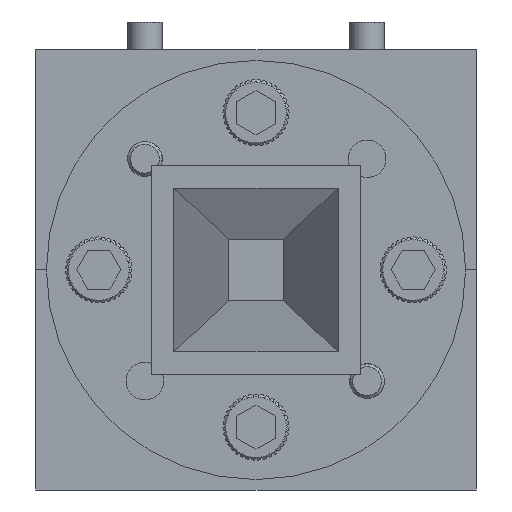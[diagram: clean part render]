
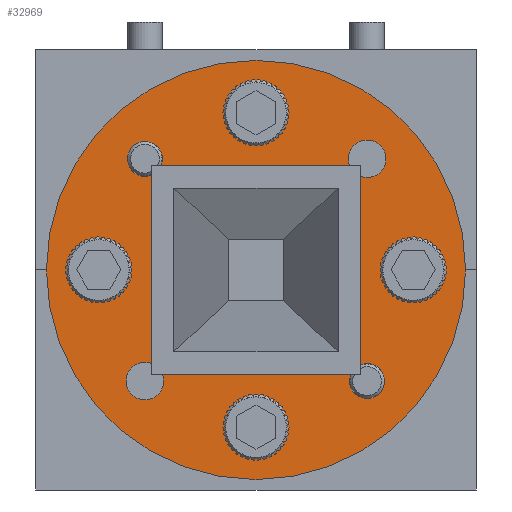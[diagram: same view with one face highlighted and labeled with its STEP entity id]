
A CAD part, left-side view. The second image highlights one B-rep face of the part: STEP entity #32969.
In plain terms, the highlighted planar face has unit normal (-1, 0, 0).
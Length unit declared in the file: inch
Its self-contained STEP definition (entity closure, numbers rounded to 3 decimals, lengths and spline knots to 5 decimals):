
#51 = DIRECTION ( 'NONE',  ( 0., 0., 1. ) ) ;
#61 = EDGE_LOOP ( 'NONE', ( #33034 ) ) ;
#268 = AXIS2_PLACEMENT_3D ( 'NONE', #10818, #28398, #3000 ) ;
#299 = CARTESIAN_POINT ( 'NONE',  ( 1.23, -0.09, -0.096 ) ) ;
#567 = CARTESIAN_POINT ( 'NONE',  ( 1.23, 0.09, 0.096 ) ) ;
#812 = EDGE_CURVE ( 'NONE', #9112, #10541, #5382, .T. ) ;
#837 = DIRECTION ( 'NONE',  ( -1., 0., 0. ) ) ;
#1095 = CARTESIAN_POINT ( 'NONE',  ( 1.23, 0., 0.28125 ) ) ;
#1821 = CARTESIAN_POINT ( 'NONE',  ( 1.23, 0.28125, 0.056 ) ) ;
#1916 = CARTESIAN_POINT ( 'NONE',  ( 1.23, -0.19887, -0.19887 ) ) ;
#2157 = VERTEX_POINT ( 'NONE', #9969 ) ;
#2975 = DIRECTION ( 'NONE',  ( 0., 0., 1. ) ) ;
#3000 = DIRECTION ( 'NONE',  ( 0., -1., 0. ) ) ;
#3050 = EDGE_LOOP ( 'NONE', ( #12422 ) ) ;
#3641 = CARTESIAN_POINT ( 'NONE',  ( 1.23, 0., -0.22525 ) ) ;
#3968 = DIRECTION ( 'NONE',  ( 0., 0., 1. ) ) ;
#4147 = CARTESIAN_POINT ( 'NONE',  ( 1.23, 0.19887, -0.19887 ) ) ;
#4197 = VERTEX_POINT ( 'NONE', #32631 ) ;
#4309 = DIRECTION ( 'NONE',  ( 0., 0., 1. ) ) ;
#4371 = VERTEX_POINT ( 'NONE', #14716 ) ;
#4768 = ORIENTED_EDGE ( 'NONE', *, *, #23060, .F. ) ;
#4827 = VERTEX_POINT ( 'NONE', #17010 ) ;
#4886 = LINE ( 'NONE', #15227, #14279 ) ;
#5040 = FACE_BOUND ( 'NONE', #3050, .T. ) ;
#5041 = EDGE_LOOP ( 'NONE', ( #5932 ) ) ;
#5063 = EDGE_CURVE ( 'NONE', #16767, #16767, #16477, .T. ) ;
#5382 = LINE ( 'NONE', #299, #27401 ) ;
#5554 = FACE_BOUND ( 'NONE', #10499, .T. ) ;
#5557 = CIRCLE ( 'NONE', #12056, 0.056 ) ;
#5618 = DIRECTION ( 'NONE',  ( 0., 1., 0. ) ) ;
#5932 = ORIENTED_EDGE ( 'NONE', *, *, #15485, .F. ) ;
#6094 = CARTESIAN_POINT ( 'NONE',  ( 1.23, -0.19887, 0.23237 ) ) ;
#6135 = EDGE_LOOP ( 'NONE', ( #21177 ) ) ;
#6424 = EDGE_CURVE ( 'NONE', #4827, #18235, #32688, .T. ) ;
#7110 = EDGE_LOOP ( 'NONE', ( #28636 ) ) ;
#7246 = EDGE_LOOP ( 'NONE', ( #26037 ) ) ;
#7699 = EDGE_LOOP ( 'NONE', ( #15237, #15143, #21110, #29301 ) ) ;
#8845 = EDGE_CURVE ( 'NONE', #31979, #31979, #19070, .T. ) ;
#9112 = VERTEX_POINT ( 'NONE', #15610 ) ;
#9560 = CARTESIAN_POINT ( 'NONE',  ( 1.23, -0.19887, 0.19887 ) ) ;
#9638 = CARTESIAN_POINT ( 'NONE',  ( 1.23, 0.19887, -0.16537 ) ) ;
#9969 = CARTESIAN_POINT ( 'NONE',  ( 1.23, 0., 0.33725 ) ) ;
#10127 = CARTESIAN_POINT ( 'NONE',  ( 1.23, -0.28125, 0. ) ) ;
#10475 = PLANE ( 'NONE',  #268 ) ;
#10499 = EDGE_LOOP ( 'NONE', ( #4768 ) ) ;
#10541 = VERTEX_POINT ( 'NONE', #32133 ) ;
#10779 = ORIENTED_EDGE ( 'NONE', *, *, #18784, .F. ) ;
#10818 = CARTESIAN_POINT ( 'NONE',  ( 1.23, 0.1, 0. ) ) ;
#11290 = VERTEX_POINT ( 'NONE', #3641 ) ;
#11741 = EDGE_LOOP ( 'NONE', ( #10779 ) ) ;
#11845 = CIRCLE ( 'NONE', #30738, 0.056 ) ;
#12056 = AXIS2_PLACEMENT_3D ( 'NONE', #30011, #16831, #26794 ) ;
#12136 = CIRCLE ( 'NONE', #32670, 0.056 ) ;
#12159 = CARTESIAN_POINT ( 'NONE',  ( 1.23, 0., -0.28125 ) ) ;
#12275 = EDGE_CURVE ( 'NONE', #29936, #29936, #28927, .T. ) ;
#12422 = ORIENTED_EDGE ( 'NONE', *, *, #20454, .F. ) ;
#12567 = AXIS2_PLACEMENT_3D ( 'NONE', #12159, #16051, #2975 ) ;
#13183 = FACE_BOUND ( 'NONE', #61, .T. ) ;
#13249 = DIRECTION ( 'NONE',  ( 1., 0., 0. ) ) ;
#13905 = CARTESIAN_POINT ( 'NONE',  ( 1.23, 0.09, -0.096 ) ) ;
#14185 = ORIENTED_EDGE ( 'NONE', *, *, #20071, .F. ) ;
#14279 = VECTOR ( 'NONE', #25513, 39.37008 ) ;
#14320 = DIRECTION ( 'NONE',  ( -1., 0., 0. ) ) ;
#14336 = AXIS2_PLACEMENT_3D ( 'NONE', #28490, #16161, #51 ) ;
#14716 = CARTESIAN_POINT ( 'NONE',  ( 1.23, 0.375, 0. ) ) ;
#15143 = ORIENTED_EDGE ( 'NONE', *, *, #812, .F. ) ;
#15227 = CARTESIAN_POINT ( 'NONE',  ( 1.23, -0.09, -0.096 ) ) ;
#15237 = ORIENTED_EDGE ( 'NONE', *, *, #21421, .F. ) ;
#15272 = VECTOR ( 'NONE', #27229, 39.37008 ) ;
#15467 = DIRECTION ( 'NONE',  ( -1., 0., 0. ) ) ;
#15485 = EDGE_CURVE ( 'NONE', #4197, #4197, #12136, .T. ) ;
#15610 = CARTESIAN_POINT ( 'NONE',  ( 1.23, 0.09, -0.096 ) ) ;
#16051 = DIRECTION ( 'NONE',  ( -1., 0., 0. ) ) ;
#16161 = DIRECTION ( 'NONE',  ( -1., 0., 0. ) ) ;
#16239 = CIRCLE ( 'NONE', #24835, 0.375 ) ;
#16477 = CIRCLE ( 'NONE', #25078, 0.0335 ) ;
#16767 = VERTEX_POINT ( 'NONE', #6094 ) ;
#16818 = DIRECTION ( 'NONE',  ( 0., 1., 0. ) ) ;
#16831 = DIRECTION ( 'NONE',  ( -1., 0., 0. ) ) ;
#16892 = EDGE_LOOP ( 'NONE', ( #14185 ) ) ;
#17010 = CARTESIAN_POINT ( 'NONE',  ( 1.23, -0.09, 0.096 ) ) ;
#17102 = CARTESIAN_POINT ( 'NONE',  ( 1.23, 0.19887, 0.23012 ) ) ;
#18101 = FACE_OUTER_BOUND ( 'NONE', #11741, .T. ) ;
#18235 = VERTEX_POINT ( 'NONE', #567 ) ;
#18607 = FACE_BOUND ( 'NONE', #16892, .T. ) ;
#18784 = EDGE_CURVE ( 'NONE', #4371, #4371, #16239, .T. ) ;
#19070 = CIRCLE ( 'NONE', #31477, 0.03125 ) ;
#19112 = AXIS2_PLACEMENT_3D ( 'NONE', #4147, #15467, #3968 ) ;
#19471 = LINE ( 'NONE', #13905, #15272 ) ;
#19594 = EDGE_CURVE ( 'NONE', #2157, #2157, #11845, .T. ) ;
#20071 = EDGE_CURVE ( 'NONE', #22808, #22808, #5557, .T. ) ;
#20449 = DIRECTION ( 'NONE',  ( -1., 0., 0. ) ) ;
#20454 = EDGE_CURVE ( 'NONE', #32806, #32806, #28824, .T. ) ;
#20955 = FACE_BOUND ( 'NONE', #7246, .T. ) ;
#21110 = ORIENTED_EDGE ( 'NONE', *, *, #22726, .F. ) ;
#21177 = ORIENTED_EDGE ( 'NONE', *, *, #5063, .F. ) ;
#21421 = EDGE_CURVE ( 'NONE', #10541, #4827, #4886, .T. ) ;
#21613 = DIRECTION ( 'NONE',  ( 0., 0., 1. ) ) ;
#22221 = DIRECTION ( 'NONE',  ( -1., 0., 0. ) ) ;
#22371 = VECTOR ( 'NONE', #16818, 39.37008 ) ;
#22726 = EDGE_CURVE ( 'NONE', #18235, #9112, #19471, .T. ) ;
#22808 = VERTEX_POINT ( 'NONE', #1821 ) ;
#23060 = EDGE_CURVE ( 'NONE', #11290, #11290, #29314, .T. ) ;
#23482 = FACE_BOUND ( 'NONE', #6135, .T. ) ;
#24835 = AXIS2_PLACEMENT_3D ( 'NONE', #28283, #13249, #5618 ) ;
#25078 = AXIS2_PLACEMENT_3D ( 'NONE', #9560, #22221, #30026 ) ;
#25513 = DIRECTION ( 'NONE',  ( 0., 0., 1. ) ) ;
#26037 = ORIENTED_EDGE ( 'NONE', *, *, #12275, .F. ) ;
#26235 = DIRECTION ( 'NONE',  ( 0., 0., 1. ) ) ;
#26794 = DIRECTION ( 'NONE',  ( 0., 0., 1. ) ) ;
#27051 = CARTESIAN_POINT ( 'NONE',  ( 1.23, -0.19887, -0.16762 ) ) ;
#27229 = DIRECTION ( 'NONE',  ( 0., 0., -1. ) ) ;
#27401 = VECTOR ( 'NONE', #28395, 39.37008 ) ;
#28283 = CARTESIAN_POINT ( 'NONE',  ( 1.23, 0., 0. ) ) ;
#28395 = DIRECTION ( 'NONE',  ( 0., -1., 0. ) ) ;
#28398 = DIRECTION ( 'NONE',  ( -1., 0., 0. ) ) ;
#28490 = CARTESIAN_POINT ( 'NONE',  ( 1.23, 0.19887, 0.19887 ) ) ;
#28566 = FACE_BOUND ( 'NONE', #7110, .T. ) ;
#28636 = ORIENTED_EDGE ( 'NONE', *, *, #19594, .F. ) ;
#28824 = CIRCLE ( 'NONE', #19112, 0.0335 ) ;
#28927 = CIRCLE ( 'NONE', #14336, 0.03125 ) ;
#29301 = ORIENTED_EDGE ( 'NONE', *, *, #6424, .F. ) ;
#29314 = CIRCLE ( 'NONE', #12567, 0.056 ) ;
#29645 = CARTESIAN_POINT ( 'NONE',  ( 1.23, -0.09, 0.096 ) ) ;
#29936 = VERTEX_POINT ( 'NONE', #17102 ) ;
#30011 = CARTESIAN_POINT ( 'NONE',  ( 1.23, 0.28125, 0. ) ) ;
#30026 = DIRECTION ( 'NONE',  ( 0., 0., 1. ) ) ;
#30738 = AXIS2_PLACEMENT_3D ( 'NONE', #1095, #14320, #4309 ) ;
#31271 = FACE_BOUND ( 'NONE', #7699, .T. ) ;
#31477 = AXIS2_PLACEMENT_3D ( 'NONE', #1916, #837, #26235 ) ;
#31979 = VERTEX_POINT ( 'NONE', #27051 ) ;
#32133 = CARTESIAN_POINT ( 'NONE',  ( 1.23, -0.09, -0.096 ) ) ;
#32631 = CARTESIAN_POINT ( 'NONE',  ( 1.23, -0.28125, 0.056 ) ) ;
#32670 = AXIS2_PLACEMENT_3D ( 'NONE', #10127, #20449, #21613 ) ;
#32688 = LINE ( 'NONE', #29645, #22371 ) ;
#32806 = VERTEX_POINT ( 'NONE', #9638 ) ;
#32969 = ADVANCED_FACE ( 'NONE', ( #18101, #28566, #33475, #5554, #18607, #13183, #20955, #5040, #23482, #31271 ), #10475, .T. ) ;
#33034 = ORIENTED_EDGE ( 'NONE', *, *, #8845, .F. ) ;
#33475 = FACE_BOUND ( 'NONE', #5041, .T. ) ;
